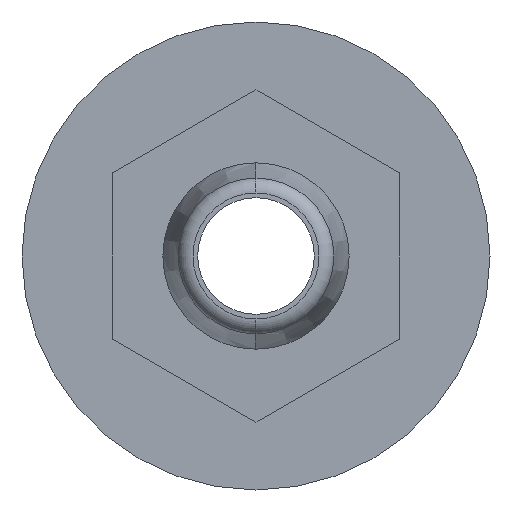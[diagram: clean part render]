
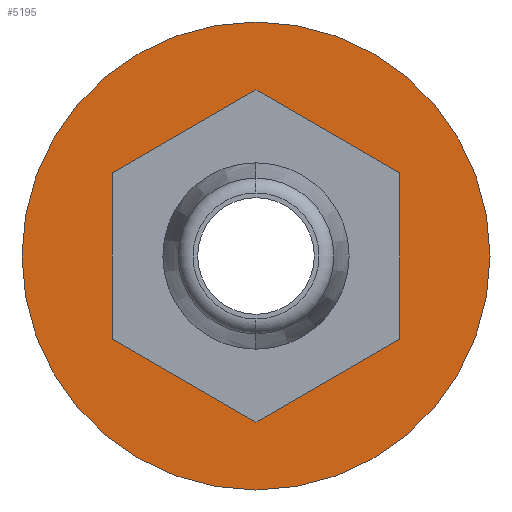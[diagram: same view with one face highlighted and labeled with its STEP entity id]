
A CAD part, left-side view. The second image highlights one B-rep face of the part: STEP entity #5195.
In plain terms, the highlighted planar face has unit normal (-1, 0, 0).
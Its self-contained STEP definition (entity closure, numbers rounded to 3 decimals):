
#68 = VERTEX_POINT ( 'NONE', #1386 ) ;
#69 = VERTEX_POINT ( 'NONE', #2011 ) ;
#74 = VERTEX_POINT ( 'NONE', #2019 ) ;
#75 = VERTEX_POINT ( 'NONE', #2020 ) ;
#76 = VERTEX_POINT ( 'NONE', #2021 ) ;
#77 = VERTEX_POINT ( 'NONE', #2022 ) ;
#1117 = VERTEX_POINT ( 'NONE', #2046 ) ;
#1118 = VERTEX_POINT ( 'NONE', #2047 ) ;
#1325 = ORIENTED_EDGE ( 'NONE', *, *, #5066, .F. ) ;
#1326 = ORIENTED_EDGE ( 'NONE', *, *, #5067, .F. ) ;
#1327 = ORIENTED_EDGE ( 'NONE', *, *, #5068, .F. ) ;
#1328 = ORIENTED_EDGE ( 'NONE', *, *, #5069, .F. ) ;
#1386 = CARTESIAN_POINT ( 'NONE',  ( -17., 9.5, 5.485 ) ) ;
#1400 = LINE ( 'NONE', #1401, #3801 ) ;
#1401 = CARTESIAN_POINT ( 'NONE',  ( -17., 0., -10.97 ) ) ;
#1405 = LINE ( 'NONE', #1415, #3803 ) ;
#1406 = LINE ( 'NONE', #1412, #3797 ) ;
#1407 = CARTESIAN_POINT ( 'NONE',  ( -17., 0., 0. ) ) ;
#1408 = DIRECTION ( 'NONE',  ( -1., 0., 0. ) ) ;
#1409 = DIRECTION ( 'NONE',  ( 0., 0., 1. ) ) ;
#1410 = LINE ( 'NONE', #1418, #3804 ) ;
#1411 = DIRECTION ( 'NONE',  ( 0., -0.866, 0.5 ) ) ;
#1412 = CARTESIAN_POINT ( 'NONE',  ( -17., 9.5, -5.485 ) ) ;
#1413 = LINE ( 'NONE', #1420, #3805 ) ;
#1414 = DIRECTION ( 'NONE',  ( 0., -0.866, -0.5 ) ) ;
#1415 = CARTESIAN_POINT ( 'NONE',  ( -17., 9.5, 5.485 ) ) ;
#1416 = LINE ( 'NONE', #1422, #3806 ) ;
#1417 = DIRECTION ( 'NONE',  ( 0., 0., -1. ) ) ;
#1418 = CARTESIAN_POINT ( 'NONE',  ( -17., 0., 10.97 ) ) ;
#1419 = DIRECTION ( 'NONE',  ( 0., 0.866, -0.5 ) ) ;
#1420 = CARTESIAN_POINT ( 'NONE',  ( -17., -9.5, 5.485 ) ) ;
#1421 = DIRECTION ( 'NONE',  ( 0., 0.866, 0.5 ) ) ;
#1422 = CARTESIAN_POINT ( 'NONE',  ( -17., -9.5, -5.485 ) ) ;
#1423 = DIRECTION ( 'NONE',  ( 0., 0., 1. ) ) ;
#1735 = CARTESIAN_POINT ( 'NONE',  ( -17., 15.45, 0. ) ) ;
#1739 = FACE_BOUND ( 'NONE', #5220, .T. ) ;
#1740 = FACE_OUTER_BOUND ( 'NONE', #5219, .T. ) ;
#1741 = PLANE ( 'NONE',  #1851 ) ;
#1743 = DIRECTION ( 'NONE',  ( 1., 0., 0. ) ) ;
#1744 = DIRECTION ( 'NONE',  ( 0., 0., -1. ) ) ;
#1851 = AXIS2_PLACEMENT_3D ( 'NONE', #1735, #1743, #1744 ) ;
#1935 = CARTESIAN_POINT ( 'NONE',  ( -17., 0., 0. ) ) ;
#1936 = DIRECTION ( 'NONE',  ( -1., 0., 0. ) ) ;
#1937 = DIRECTION ( 'NONE',  ( 0., 0., 1. ) ) ;
#2011 = CARTESIAN_POINT ( 'NONE',  ( -17., -9.5, 5.485 ) ) ;
#2019 = CARTESIAN_POINT ( 'NONE',  ( -17., 0., 10.97 ) ) ;
#2020 = CARTESIAN_POINT ( 'NONE',  ( -17., 9.5, -5.485 ) ) ;
#2021 = CARTESIAN_POINT ( 'NONE',  ( -17., 0., -10.97 ) ) ;
#2022 = CARTESIAN_POINT ( 'NONE',  ( -17., -9.5, -5.485 ) ) ;
#2046 = CARTESIAN_POINT ( 'NONE',  ( -17., 0., -15.45 ) ) ;
#2047 = CARTESIAN_POINT ( 'NONE',  ( -17., 0., 15.45 ) ) ;
#3772 = CIRCLE ( 'NONE', #3775, 15.45 ) ;
#3775 = AXIS2_PLACEMENT_3D ( 'NONE', #1935, #1936, #1937 ) ;
#3797 = VECTOR ( 'NONE', #1414, 1000. ) ;
#3799 = CIRCLE ( 'NONE', #3802, 15.45 ) ;
#3801 = VECTOR ( 'NONE', #1411, 1000. ) ;
#3802 = AXIS2_PLACEMENT_3D ( 'NONE', #1407, #1408, #1409 ) ;
#3803 = VECTOR ( 'NONE', #1417, 1000. ) ;
#3804 = VECTOR ( 'NONE', #1419, 1000. ) ;
#3805 = VECTOR ( 'NONE', #1421, 1000. ) ;
#3806 = VECTOR ( 'NONE', #1423, 1000. ) ;
#4066 = EDGE_CURVE ( 'NONE', #1118, #1117, #3772, .T. ) ;
#4524 = ORIENTED_EDGE ( 'NONE', *, *, #5071, .F. ) ;
#4525 = ORIENTED_EDGE ( 'NONE', *, *, #4066, .T. ) ;
#4526 = ORIENTED_EDGE ( 'NONE', *, *, #5065, .T. ) ;
#5065 = EDGE_CURVE ( 'NONE', #1117, #1118, #3799, .T. ) ;
#5066 = EDGE_CURVE ( 'NONE', #76, #77, #1400, .T. ) ;
#5067 = EDGE_CURVE ( 'NONE', #75, #76, #1406, .T. ) ;
#5068 = EDGE_CURVE ( 'NONE', #68, #75, #1405, .T. ) ;
#5069 = EDGE_CURVE ( 'NONE', #74, #68, #1410, .T. ) ;
#5070 = EDGE_CURVE ( 'NONE', #69, #74, #1413, .T. ) ;
#5071 = EDGE_CURVE ( 'NONE', #77, #69, #1416, .T. ) ;
#5195 = ADVANCED_FACE ( 'NONE', ( #1739, #1740 ), #1741, .F. ) ;
#5219 = EDGE_LOOP ( 'NONE', ( #4525, #4526 ) ) ;
#5220 = EDGE_LOOP ( 'NONE', ( #1325, #1326, #1327, #1328, #5279, #4524 ) ) ;
#5279 = ORIENTED_EDGE ( 'NONE', *, *, #5070, .F. ) ;
